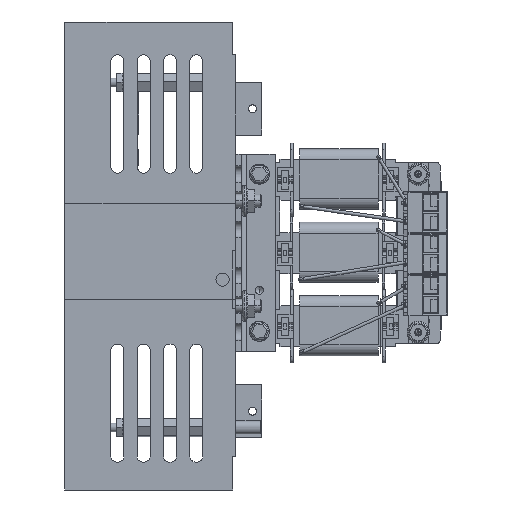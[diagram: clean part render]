
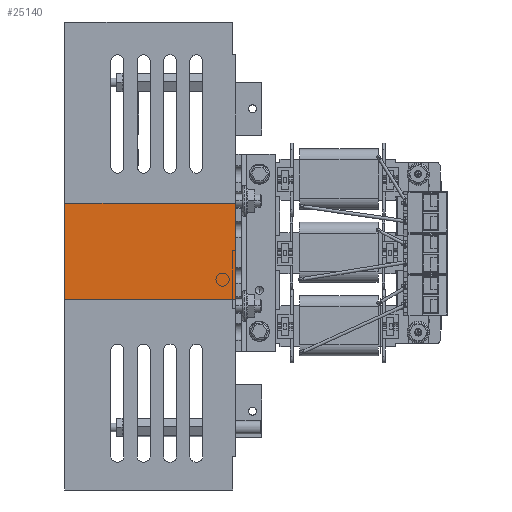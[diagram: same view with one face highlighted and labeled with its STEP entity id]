
A CAD part, left-side view. The second image highlights one B-rep face of the part: STEP entity #25140.
In plain terms, the highlighted planar face has unit normal (-1, 0, 0).
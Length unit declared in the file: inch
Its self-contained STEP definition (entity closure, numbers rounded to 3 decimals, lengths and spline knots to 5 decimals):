
#3598 = DIRECTION ( 'NONE',  ( 0., 1., 0. ) ) ;
#4420 = DIRECTION ( 'NONE',  ( 0., 0., -1. ) ) ;
#5251 = VECTOR ( 'NONE', #61806, 39.37008 ) ;
#13162 = CARTESIAN_POINT ( 'NONE',  ( -1.00251, -0.62457, 4.5391 ) ) ;
#18159 = CARTESIAN_POINT ( 'NONE',  ( -1.00251, -2.24957, 5.4541 ) ) ;
#22527 = VERTEX_POINT ( 'NONE', #57389 ) ;
#25140 = ADVANCED_FACE ( 'NONE', ( #96678 ), #62147, .T. ) ;
#27984 = VERTEX_POINT ( 'NONE', #18159 ) ;
#28826 = VECTOR ( 'NONE', #3598, 39.37008 ) ;
#29064 = CARTESIAN_POINT ( 'NONE',  ( -1.00251, 1.00043, 5.4541 ) ) ;
#30959 = ORIENTED_EDGE ( 'NONE', *, *, #93187, .T. ) ;
#41962 = EDGE_CURVE ( 'NONE', #91160, #89588, #56138, .T. ) ;
#44037 = EDGE_CURVE ( 'NONE', #27984, #91160, #98036, .T. ) ;
#49139 = CARTESIAN_POINT ( 'NONE',  ( -1.00251, -2.24957, 3.6241 ) ) ;
#56138 = LINE ( 'NONE', #86743, #102372 ) ;
#57389 = CARTESIAN_POINT ( 'NONE',  ( -1.00251, -2.24957, 3.6241 ) ) ;
#59132 = VECTOR ( 'NONE', #90703, 39.37008 ) ;
#61806 = DIRECTION ( 'NONE',  ( 0., -1., 0. ) ) ;
#62147 = PLANE ( 'NONE',  #62406 ) ;
#62406 = AXIS2_PLACEMENT_3D ( 'NONE', #13162, #95205, #87272 ) ;
#64501 = ORIENTED_EDGE ( 'NONE', *, *, #44037, .T. ) ;
#67616 = ORIENTED_EDGE ( 'NONE', *, *, #41962, .T. ) ;
#70708 = CARTESIAN_POINT ( 'NONE',  ( -1.00251, -0.62457, 3.6241 ) ) ;
#74413 = EDGE_CURVE ( 'NONE', #27984, #22527, #78346, .T. ) ;
#76965 = LINE ( 'NONE', #70708, #5251 ) ;
#78346 = LINE ( 'NONE', #49139, #59132 ) ;
#86634 = CARTESIAN_POINT ( 'NONE',  ( -1.00251, -0.62457, 5.4541 ) ) ;
#86743 = CARTESIAN_POINT ( 'NONE',  ( -1.00251, 1.00043, 4.5391 ) ) ;
#87272 = DIRECTION ( 'NONE',  ( 0., -1., 0. ) ) ;
#88388 = CARTESIAN_POINT ( 'NONE',  ( -1.00251, 1.00043, 3.6241 ) ) ;
#89588 = VERTEX_POINT ( 'NONE', #88388 ) ;
#90703 = DIRECTION ( 'NONE',  ( 0., 0., -1. ) ) ;
#91160 = VERTEX_POINT ( 'NONE', #29064 ) ;
#92448 = EDGE_LOOP ( 'NONE', ( #104433, #64501, #67616, #30959 ) ) ;
#93187 = EDGE_CURVE ( 'NONE', #89588, #22527, #76965, .T. ) ;
#95205 = DIRECTION ( 'NONE',  ( -1., 0., 0. ) ) ;
#96678 = FACE_OUTER_BOUND ( 'NONE', #92448, .T. ) ;
#98036 = LINE ( 'NONE', #86634, #28826 ) ;
#102372 = VECTOR ( 'NONE', #4420, 39.37008 ) ;
#104433 = ORIENTED_EDGE ( 'NONE', *, *, #74413, .F. ) ;
